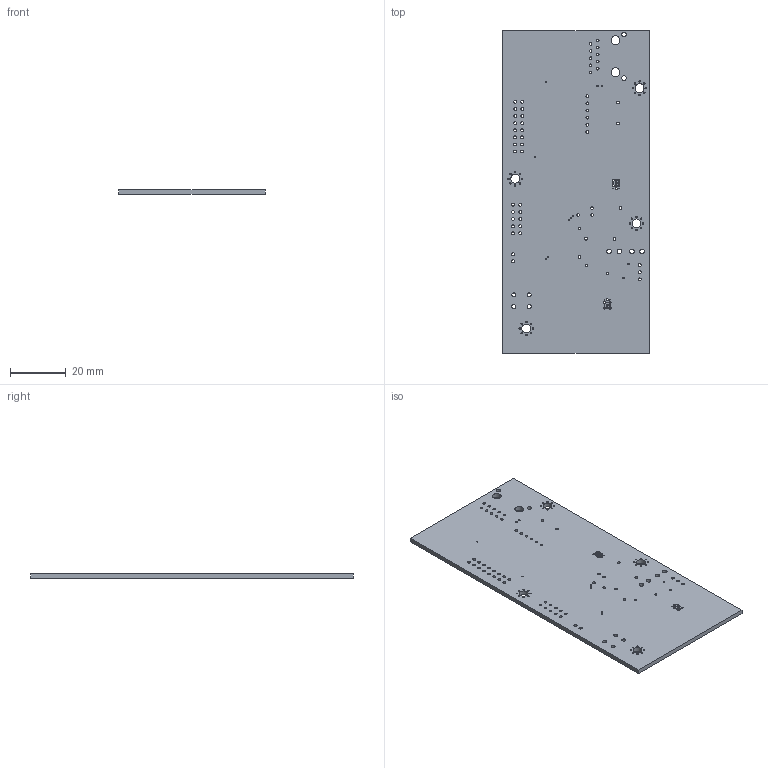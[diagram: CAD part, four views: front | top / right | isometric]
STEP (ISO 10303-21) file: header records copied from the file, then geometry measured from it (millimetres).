
FILE_DESCRIPTION(('FreeCAD Model'),'2;1');
FILE_NAME( 'ControlBoard_New.step', '2016-09-29T05:29:36',('Author'),(''), 'Open CASCADE STEP processor 6.8','FreeCAD','Unknown');
FILE_SCHEMA(('AUTOMOTIVE_DESIGN_CC2 { 1 2 10303 214 -1 1 5 4 }'));
Length unit declared in the file: millimetre
Products named in the file (1): Pcb
Bounding box: 52.5 x 115.5 x 1.6 mm (x, y, z)
Volume: 9498.4 mm3; surface area: 13046.9 mm2
Topology: 1 solids, 1 shells, 148 faces, 438 edges, 292 vertices
Faces by surface type: cylinder 142, plane 6
Full cylindrical faces by diameter (mm): 0.254 x12, 0.4 x7, 0.5 x32, 0.599 x2, 0.6 x2, 0.762 x12, 0.8 x2, 0.9 x10, 1 x2, 1.001 x8, 1.016 x32, 1.097 x5, 1.4 x4, 1.6 x2, 1.65 x4, 3.2 x6
Entity records: 12261 total; most frequent: CARTESIAN_POINT 3459, DIRECTION 1612, ORIENTED_EDGE 876, PCURVE 876, DEFINITIONAL_REPRESENTATION 876, LINE 746, VECTOR 746, EDGE_CURVE 438
